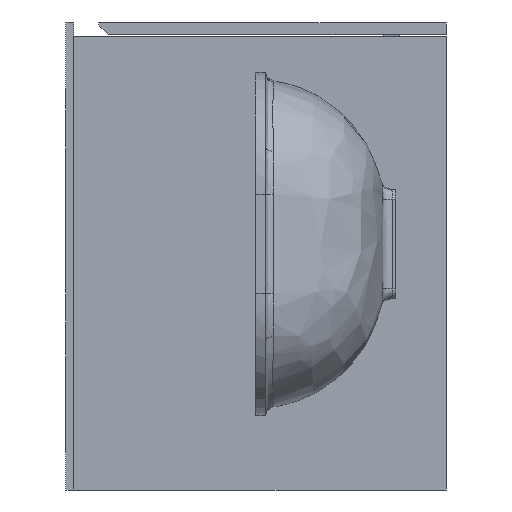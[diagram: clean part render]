
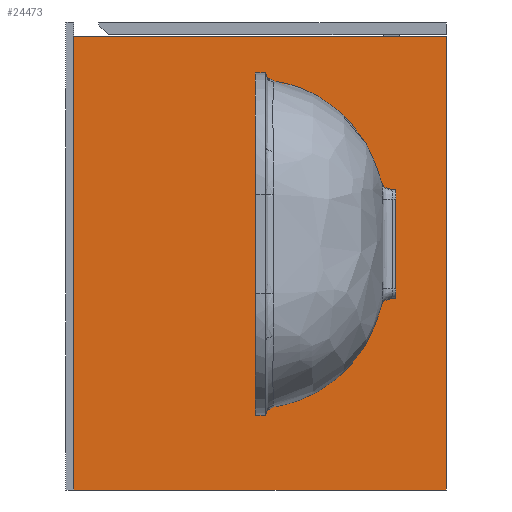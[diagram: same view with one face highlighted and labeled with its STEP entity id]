
A CAD part, left-side view. The second image highlights one B-rep face of the part: STEP entity #24473.
In plain terms, the highlighted planar face has unit normal (-1, 0, 0).
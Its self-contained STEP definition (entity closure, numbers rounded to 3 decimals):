
#1730 = VECTOR ( 'NONE', #17866, 1000. ) ;
#2191 = DIRECTION ( 'NONE',  ( 1., 0., 0. ) ) ;
#4184 = CARTESIAN_POINT ( 'NONE',  ( 2., 0., -15. ) ) ;
#4460 = FACE_OUTER_BOUND ( 'NONE', #19053, .T. ) ;
#4489 = DIRECTION ( 'NONE',  ( 0., 0., 1. ) ) ;
#6477 = DIRECTION ( 'NONE',  ( 0., -1., 0. ) ) ;
#8341 = LINE ( 'NONE', #17605, #14476 ) ;
#8614 = CARTESIAN_POINT ( 'NONE',  ( 2., 0., -470. ) ) ;
#9487 = VECTOR ( 'NONE', #6477, 1000. ) ;
#11460 = DIRECTION ( 'NONE',  ( 0., 0., -1. ) ) ;
#12383 = CARTESIAN_POINT ( 'NONE',  ( 2., 374., -15. ) ) ;
#12698 = EDGE_CURVE ( 'NONE', #28808, #27362, #29390, .T. ) ;
#12795 = EDGE_CURVE ( 'NONE', #14603, #28808, #18017, .T. ) ;
#13750 = PLANE ( 'NONE',  #16875 ) ;
#13977 = CARTESIAN_POINT ( 'NONE',  ( 2., 0., -470. ) ) ;
#14135 = ORIENTED_EDGE ( 'NONE', *, *, #25854, .F. ) ;
#14476 = VECTOR ( 'NONE', #26845, 1000. ) ;
#14603 = VERTEX_POINT ( 'NONE', #25560 ) ;
#14987 = ORIENTED_EDGE ( 'NONE', *, *, #12698, .T. ) ;
#15104 = ORIENTED_EDGE ( 'NONE', *, *, #12795, .T. ) ;
#16051 = LINE ( 'NONE', #25298, #24038 ) ;
#16463 = ORIENTED_EDGE ( 'NONE', *, *, #19158, .F. ) ;
#16875 = AXIS2_PLACEMENT_3D ( 'NONE', #23009, #2191, #11460 ) ;
#17605 = CARTESIAN_POINT ( 'NONE',  ( 2., 829.397, -15. ) ) ;
#17866 = DIRECTION ( 'NONE',  ( 0., 0., 1. ) ) ;
#18017 = LINE ( 'NONE', #27260, #9487 ) ;
#19053 = EDGE_LOOP ( 'NONE', ( #16463, #15104, #14987, #14135 ) ) ;
#19158 = EDGE_CURVE ( 'NONE', #14603, #29487, #16051, .T. ) ;
#23009 = CARTESIAN_POINT ( 'NONE',  ( 2., 829.397, -470. ) ) ;
#24038 = VECTOR ( 'NONE', #4489, 1000. ) ;
#24473 = ADVANCED_FACE ( 'NONE', ( #4460 ), #13750, .F. ) ;
#25298 = CARTESIAN_POINT ( 'NONE',  ( 2., 374., -470. ) ) ;
#25560 = CARTESIAN_POINT ( 'NONE',  ( 2., 374., -470. ) ) ;
#25854 = EDGE_CURVE ( 'NONE', #29487, #27362, #8341, .T. ) ;
#26845 = DIRECTION ( 'NONE',  ( 0., -1., 0. ) ) ;
#27260 = CARTESIAN_POINT ( 'NONE',  ( 2., 829.397, -470. ) ) ;
#27362 = VERTEX_POINT ( 'NONE', #4184 ) ;
#28808 = VERTEX_POINT ( 'NONE', #13977 ) ;
#29390 = LINE ( 'NONE', #8614, #1730 ) ;
#29487 = VERTEX_POINT ( 'NONE', #12383 ) ;
